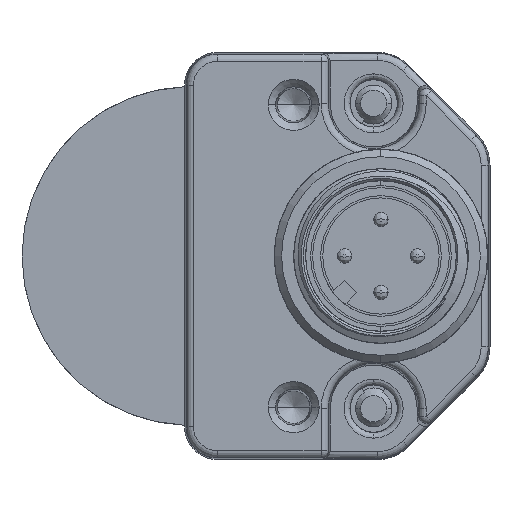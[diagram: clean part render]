
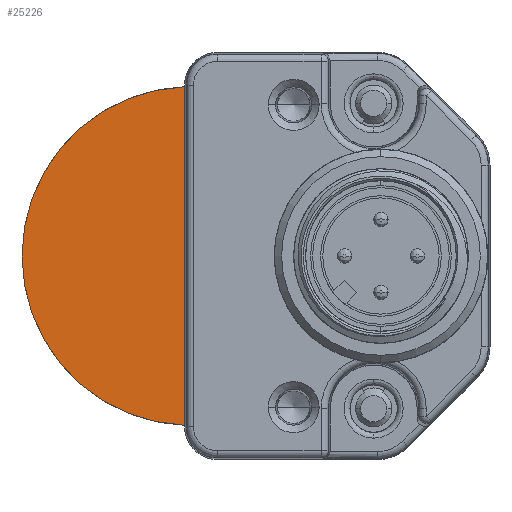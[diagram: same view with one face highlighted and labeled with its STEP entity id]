
A CAD part, left-side view. The second image highlights one B-rep face of the part: STEP entity #25226.
In plain terms, the highlighted planar face has unit normal (-1, 0, 0).
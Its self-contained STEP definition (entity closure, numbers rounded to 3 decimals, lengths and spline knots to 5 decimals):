
#967=DIRECTION('',(0.,0.,1.));
#968=VECTOR('',#967,0.91659);
#969=CARTESIAN_POINT('',(0.,0.82677,-0.4583));
#970=LINE('',#969,#968);
#971=CARTESIAN_POINT('',(0.,0.80846,0.));
#972=DIRECTION('',(-1.,0.,0.));
#973=DIRECTION('',(0.,0.04,0.999));
#974=AXIS2_PLACEMENT_3D('',#971,#972,#973);
#21894=CARTESIAN_POINT('',(0.,0.82677,-0.4583));
#21895=CARTESIAN_POINT('',(0.,0.82677,0.4583));
#21896=VERTEX_POINT('',#21894);
#21897=VERTEX_POINT('',#21895);
#25216=CARTESIAN_POINT('',(0.,0.74941,0.));
#25217=DIRECTION('',(-1.,0.,0.));
#25218=DIRECTION('',(0.,0.,1.));
#25219=AXIS2_PLACEMENT_3D('',#25216,#25217,#25218);
#25220=PLANE('',#25219);
#25222=ORIENTED_EDGE('',*,*,#25221,.F.);
#25223=ORIENTED_EDGE('',*,*,#25204,.F.);
#25224=EDGE_LOOP('',(#25222,#25223));
#25225=FACE_OUTER_BOUND('',#25224,.F.);
#25226=ADVANCED_FACE('',(#25225),#25220,.T.);
#975=CIRCLE('',#974,0.45866);
#25204=EDGE_CURVE('',#21897,#21896,#975,.T.);
#25221=EDGE_CURVE('',#21896,#21897,#970,.T.);
